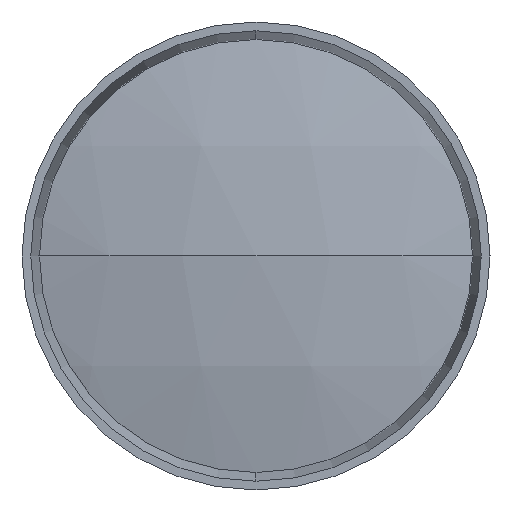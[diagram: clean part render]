
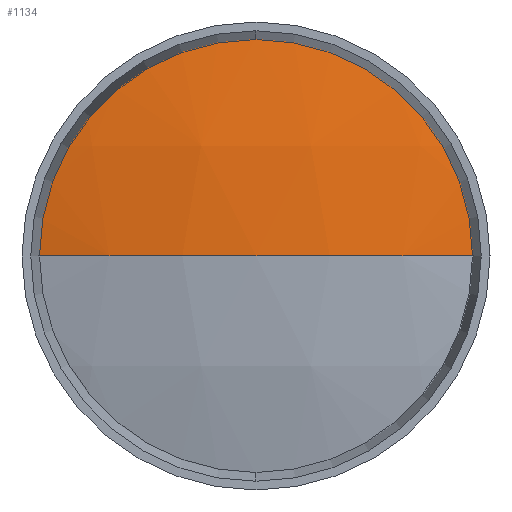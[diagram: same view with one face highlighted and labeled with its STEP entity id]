
A CAD part, left-side view. The second image highlights one B-rep face of the part: STEP entity #1134.
In plain terms, the highlighted spherical face has radius 161 mm.
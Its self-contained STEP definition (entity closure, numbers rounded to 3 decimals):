
#215 = EDGE_CURVE ( 'NONE', #366, #363, #1435, .T. ) ;
#216 = EDGE_CURVE ( 'NONE', #367, #366, #1441, .T. ) ;
#218 = EDGE_CURVE ( 'NONE', #367, #363, #1444, .T. ) ;
#274 = ORIENTED_EDGE ( 'NONE', *, *, #218, .F. ) ;
#277 = ORIENTED_EDGE ( 'NONE', *, *, #215, .T. ) ;
#278 = ORIENTED_EDGE ( 'NONE', *, *, #216, .T. ) ;
#363 = VERTEX_POINT ( 'NONE', #1788 ) ;
#366 = VERTEX_POINT ( 'NONE', #1791 ) ;
#367 = VERTEX_POINT ( 'NONE', #1792 ) ;
#443 = EDGE_LOOP ( 'NONE', ( #278, #277, #274 ) ) ;
#636 = AXIS2_PLACEMENT_3D ( 'NONE', #1662, #1663, #1664 ) ;
#637 = AXIS2_PLACEMENT_3D ( 'NONE', #1665, #1666, #1667 ) ;
#639 = AXIS2_PLACEMENT_3D ( 'NONE', #1673, #1674, #1675 ) ;
#1019 = AXIS2_PLACEMENT_3D ( 'NONE', #2026, #2044, #2139 ) ;
#1134 = ADVANCED_FACE ( 'NONE', ( #2055 ), #2059, .T. ) ;
#1435 = CIRCLE ( 'NONE', #636, 161. ) ;
#1441 = CIRCLE ( 'NONE', #637, 37.5 ) ;
#1444 = CIRCLE ( 'NONE', #639, 161. ) ;
#1662 = CARTESIAN_POINT ( 'NONE',  ( -72.429, 0., 0. ) ) ;
#1663 = DIRECTION ( 'NONE',  ( 0., 0., 1. ) ) ;
#1664 = DIRECTION ( 'NONE',  ( 0., -1., 0. ) ) ;
#1665 = CARTESIAN_POINT ( 'NONE',  ( -229.001, 0., 0. ) ) ;
#1666 = DIRECTION ( 'NONE',  ( -1., 0., 0. ) ) ;
#1667 = DIRECTION ( 'NONE',  ( 0., 0., -1. ) ) ;
#1673 = CARTESIAN_POINT ( 'NONE',  ( -72.429, 0., 0. ) ) ;
#1674 = DIRECTION ( 'NONE',  ( 0., 0., -1. ) ) ;
#1675 = DIRECTION ( 'NONE',  ( -1., 0., 0. ) ) ;
#1788 = CARTESIAN_POINT ( 'NONE',  ( -233.429, 0., 0. ) ) ;
#1791 = CARTESIAN_POINT ( 'NONE',  ( -229.001, 37.5, 0. ) ) ;
#1792 = CARTESIAN_POINT ( 'NONE',  ( -229.001, -37.5, 0. ) ) ;
#2026 = CARTESIAN_POINT ( 'NONE',  ( -72.429, 0., 0. ) ) ;
#2044 = DIRECTION ( 'NONE',  ( 0., 0., 1. ) ) ;
#2055 = FACE_OUTER_BOUND ( 'NONE', #443, .T. ) ;
#2059 = SPHERICAL_SURFACE ( 'NONE', #1019, 161. ) ;
#2139 = DIRECTION ( 'NONE',  ( 0., -1., 0. ) ) ;
